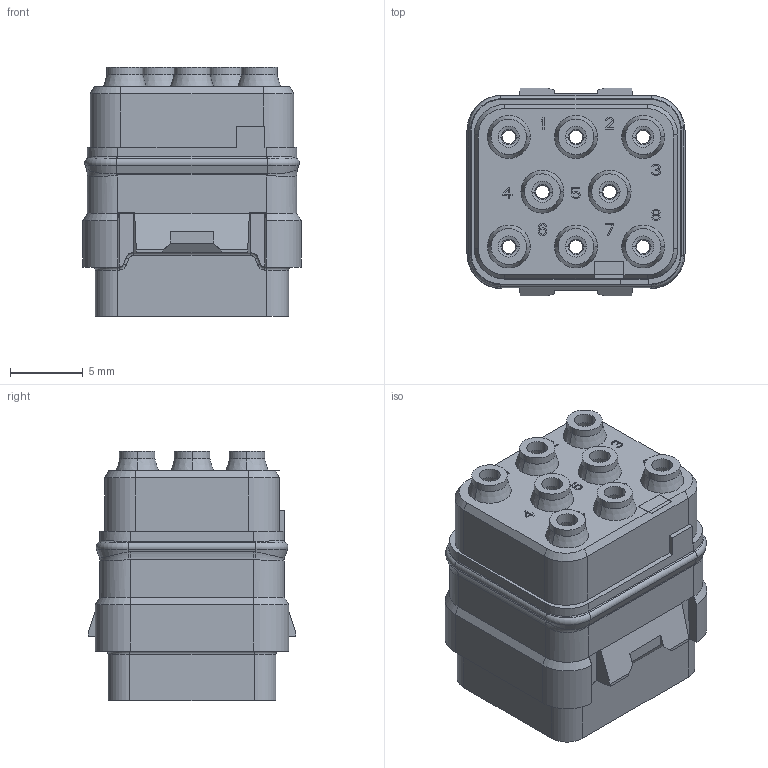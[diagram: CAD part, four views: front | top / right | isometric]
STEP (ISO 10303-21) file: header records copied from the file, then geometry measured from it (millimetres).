
FILE_DESCRIPTION((''),'2;1');
FILE_NAME('SIME0816PN','2019-12-02T',('presta_be4'),(''),'CREO PARAMETRIC BY PTC INC, 2018360','CREO PARAMETRIC BY PTC INC, 2018360','');
FILE_SCHEMA(('CONFIG_CONTROL_DESIGN'));
Length unit declared in the file: millimetre
Products named in the file (1): SIME0816PN
Bounding box: 15 x 14.3 x 17.14 mm (x, y, z)
Volume: 1521.8 mm3; surface area: 2875.1 mm2
Topology: 1 solids, 1 shells, 1451 faces, 3624 edges, 2250 vertices
Faces by surface type: plane 805, cylinder 270, torus 192, cone 140, bspline 44
Entity records: 46615 total; most frequent: CARTESIAN_POINT 11467, DIRECTION 7399, ORIENTED_EDGE 7248, EDGE_CURVE 3624, VECTOR 2527, LINE 2527, AXIS2_PLACEMENT_3D 2436, VERTEX_POINT 2250
